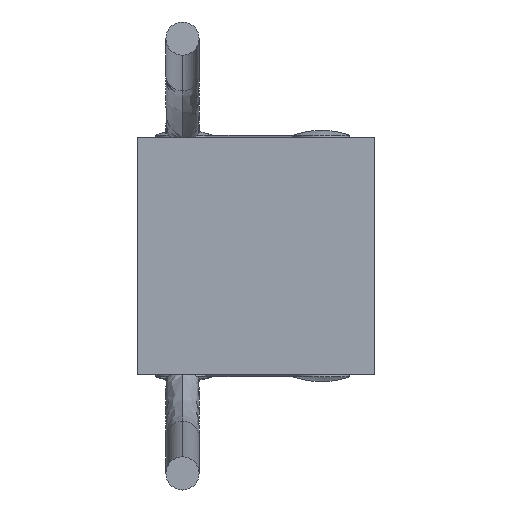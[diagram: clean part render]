
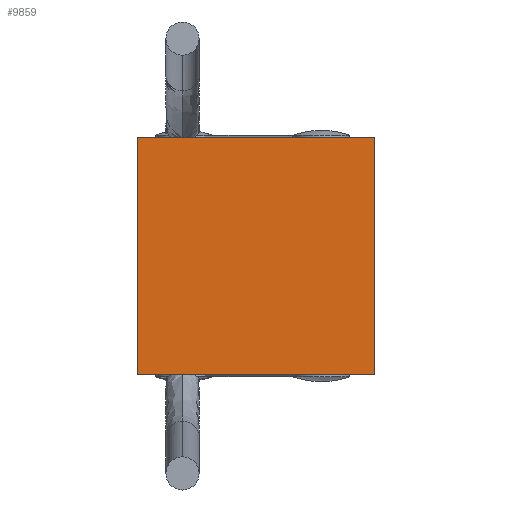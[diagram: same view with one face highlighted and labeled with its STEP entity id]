
A CAD part, front view. The second image highlights one B-rep face of the part: STEP entity #9859.
In plain terms, the highlighted planar face has unit normal (0, -1, 0).
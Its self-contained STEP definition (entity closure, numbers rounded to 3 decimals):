
#63 = DIRECTION ( 'NONE',  ( -1., 0., 0. ) ) ;
#642 = LINE ( 'NONE', #2323, #2781 ) ;
#905 = DIRECTION ( 'NONE',  ( 0., 1., 0. ) ) ;
#1056 = VECTOR ( 'NONE', #11932, 1000. ) ;
#1533 = VECTOR ( 'NONE', #5550, 1000. ) ;
#2314 = EDGE_CURVE ( 'NONE', #6202, #8721, #642, .T. ) ;
#2323 = CARTESIAN_POINT ( 'NONE',  ( 2.5, -0.51, 2.5 ) ) ;
#2461 = VERTEX_POINT ( 'NONE', #9030 ) ;
#2462 = CARTESIAN_POINT ( 'NONE',  ( 2.5, -0.51, -2.5 ) ) ;
#2502 = CARTESIAN_POINT ( 'NONE',  ( 2.5, -0.51, 2.5 ) ) ;
#2781 = VECTOR ( 'NONE', #3251, 1000. ) ;
#2965 = VECTOR ( 'NONE', #63, 1000. ) ;
#3251 = DIRECTION ( 'NONE',  ( 0., 0., 1. ) ) ;
#3860 = LINE ( 'NONE', #11431, #2965 ) ;
#4309 = EDGE_LOOP ( 'NONE', ( #7986, #8576, #8937, #5694 ) ) ;
#5413 = EDGE_CURVE ( 'NONE', #2461, #7210, #11419, .T. ) ;
#5550 = DIRECTION ( 'NONE',  ( 0., 0., -1. ) ) ;
#5694 = ORIENTED_EDGE ( 'NONE', *, *, #11409, .T. ) ;
#6202 = VERTEX_POINT ( 'NONE', #2462 ) ;
#6462 = CARTESIAN_POINT ( 'NONE',  ( 0., -0.51, 0. ) ) ;
#6636 = FACE_OUTER_BOUND ( 'NONE', #4309, .T. ) ;
#7210 = VERTEX_POINT ( 'NONE', #11907 ) ;
#7360 = PLANE ( 'NONE',  #7546 ) ;
#7404 = DIRECTION ( 'NONE',  ( 0., 0., 1. ) ) ;
#7546 = AXIS2_PLACEMENT_3D ( 'NONE', #6462, #905, #7404 ) ;
#7744 = EDGE_CURVE ( 'NONE', #7210, #6202, #8461, .T. ) ;
#7986 = ORIENTED_EDGE ( 'NONE', *, *, #5413, .T. ) ;
#8461 = LINE ( 'NONE', #10991, #1056 ) ;
#8576 = ORIENTED_EDGE ( 'NONE', *, *, #7744, .T. ) ;
#8721 = VERTEX_POINT ( 'NONE', #2502 ) ;
#8937 = ORIENTED_EDGE ( 'NONE', *, *, #2314, .T. ) ;
#9030 = CARTESIAN_POINT ( 'NONE',  ( -2.5, -0.51, 2.5 ) ) ;
#9859 = ADVANCED_FACE ( 'NONE', ( #6636 ), #7360, .F. ) ;
#10991 = CARTESIAN_POINT ( 'NONE',  ( 2.5, -0.51, -2.5 ) ) ;
#11067 = CARTESIAN_POINT ( 'NONE',  ( -2.5, -0.51, 2.5 ) ) ;
#11409 = EDGE_CURVE ( 'NONE', #8721, #2461, #3860, .T. ) ;
#11419 = LINE ( 'NONE', #11067, #1533 ) ;
#11431 = CARTESIAN_POINT ( 'NONE',  ( 2.5, -0.51, 2.5 ) ) ;
#11907 = CARTESIAN_POINT ( 'NONE',  ( -2.5, -0.51, -2.5 ) ) ;
#11932 = DIRECTION ( 'NONE',  ( 1., 0., 0. ) ) ;
